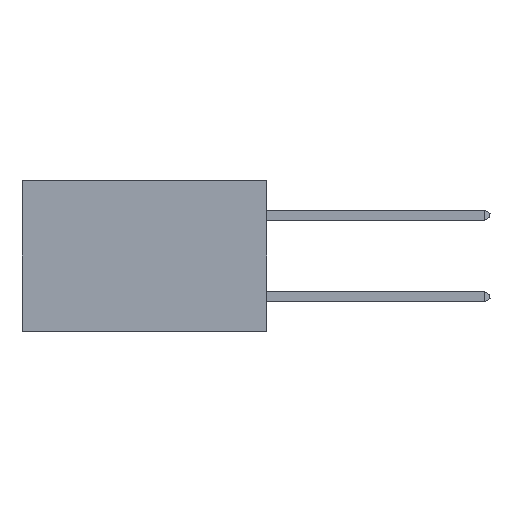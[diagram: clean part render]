
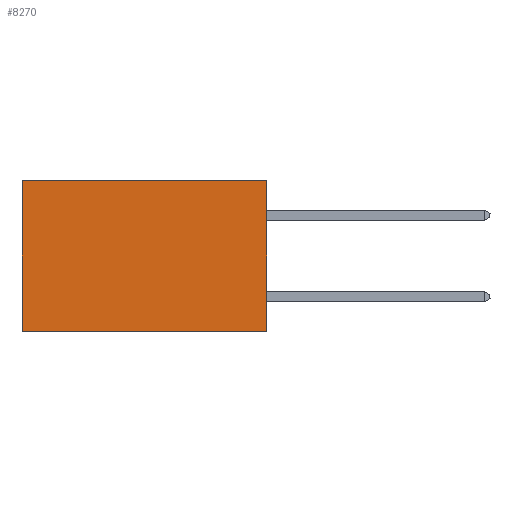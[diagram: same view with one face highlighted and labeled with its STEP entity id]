
A CAD part, left-side view. The second image highlights one B-rep face of the part: STEP entity #8270.
In plain terms, the highlighted planar face has unit normal (-1, 0, 0).
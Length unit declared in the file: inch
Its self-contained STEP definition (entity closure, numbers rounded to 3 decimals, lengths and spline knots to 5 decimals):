
#23 = ORIENTED_EDGE ( 'NONE', *, *, #6047, .F. ) ;
#31 = ORIENTED_EDGE ( 'NONE', *, *, #6780, .T. ) ;
#546 = VERTEX_POINT ( 'NONE', #5759 ) ;
#1021 = DIRECTION ( 'NONE',  ( 0., 0., -1. ) ) ;
#1310 = VERTEX_POINT ( 'NONE', #10463 ) ;
#1360 = LINE ( 'NONE', #6856, #10192 ) ;
#1944 = VERTEX_POINT ( 'NONE', #9557 ) ;
#2212 = VECTOR ( 'NONE', #5478, 39.37008 ) ;
#2276 = AXIS2_PLACEMENT_3D ( 'NONE', #5308, #11008, #6172 ) ;
#2481 = DIRECTION ( 'NONE',  ( 0., 1., 0. ) ) ;
#3380 = DIRECTION ( 'NONE',  ( 0., 0., -1. ) ) ;
#3518 = EDGE_LOOP ( 'NONE', ( #8021, #23, #6427, #31 ) ) ;
#3590 = FACE_OUTER_BOUND ( 'NONE', #3518, .T. ) ;
#4624 = CARTESIAN_POINT ( 'NONE',  ( 0.2875, 0.6, 0. ) ) ;
#5308 = CARTESIAN_POINT ( 'NONE',  ( 0.2875, 0., 0. ) ) ;
#5312 = EDGE_CURVE ( 'NONE', #1310, #546, #10437, .T. ) ;
#5425 = CARTESIAN_POINT ( 'NONE',  ( 0.2875, 0., -0.37 ) ) ;
#5478 = DIRECTION ( 'NONE',  ( 0., 1., 0. ) ) ;
#5759 = CARTESIAN_POINT ( 'NONE',  ( 0.2875, 0., -0.37 ) ) ;
#5960 = VECTOR ( 'NONE', #2481, 39.37008 ) ;
#6016 = CARTESIAN_POINT ( 'NONE',  ( 0.2875, 0., 0. ) ) ;
#6047 = EDGE_CURVE ( 'NONE', #546, #1944, #9114, .T. ) ;
#6172 = DIRECTION ( 'NONE',  ( 0., 0., -1. ) ) ;
#6427 = ORIENTED_EDGE ( 'NONE', *, *, #5312, .F. ) ;
#6497 = VERTEX_POINT ( 'NONE', #4624 ) ;
#6780 = EDGE_CURVE ( 'NONE', #1310, #6497, #8171, .T. ) ;
#6856 = CARTESIAN_POINT ( 'NONE',  ( 0.2875, 0.6, 0. ) ) ;
#7588 = CARTESIAN_POINT ( 'NONE',  ( 0.2875, 0., 0. ) ) ;
#8021 = ORIENTED_EDGE ( 'NONE', *, *, #10872, .T. ) ;
#8071 = VECTOR ( 'NONE', #1021, 39.37008 ) ;
#8171 = LINE ( 'NONE', #6016, #5960 ) ;
#8270 = ADVANCED_FACE ( 'NONE', ( #3590 ), #9463, .F. ) ;
#9114 = LINE ( 'NONE', #5425, #2212 ) ;
#9463 = PLANE ( 'NONE',  #2276 ) ;
#9557 = CARTESIAN_POINT ( 'NONE',  ( 0.2875, 0.6, -0.37 ) ) ;
#10192 = VECTOR ( 'NONE', #3380, 39.37008 ) ;
#10437 = LINE ( 'NONE', #7588, #8071 ) ;
#10463 = CARTESIAN_POINT ( 'NONE',  ( 0.2875, 0., 0. ) ) ;
#10872 = EDGE_CURVE ( 'NONE', #6497, #1944, #1360, .T. ) ;
#11008 = DIRECTION ( 'NONE',  ( 1., 0., 0. ) ) ;
